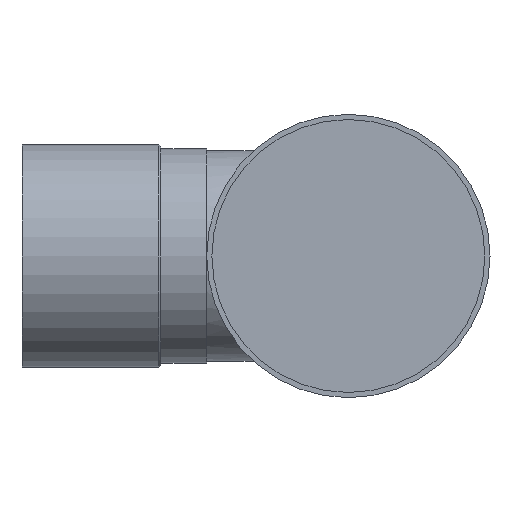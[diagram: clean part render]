
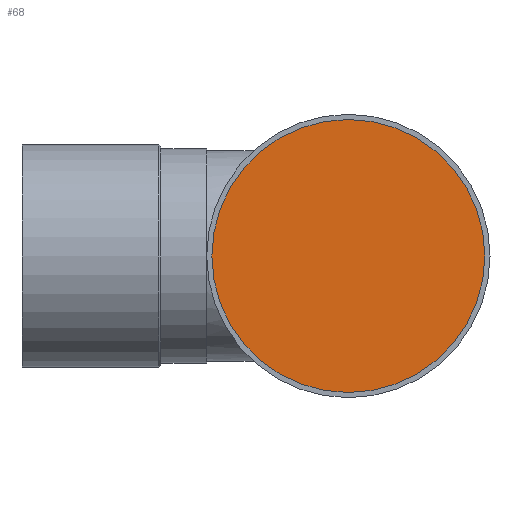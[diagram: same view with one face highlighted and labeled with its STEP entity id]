
A CAD part, front view. The second image highlights one B-rep face of the part: STEP entity #68.
In plain terms, the highlighted planar face has unit normal (0, -1, 0).
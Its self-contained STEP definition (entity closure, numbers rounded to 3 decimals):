
#68 = ADVANCED_FACE( '', ( #152 ), #153, .F. );
#152 = FACE_OUTER_BOUND( '', #245, .T. );
#153 = PLANE( '', #246 );
#245 = EDGE_LOOP( '', ( #354 ) );
#246 = AXIS2_PLACEMENT_3D( '', #355, #356, #357 );
#354 = ORIENTED_EDGE( '', *, *, #424, .F. );
#355 = CARTESIAN_POINT( '', ( 0., -117., 0. ) );
#356 = DIRECTION( '', ( 0., 1., 0. ) );
#357 = DIRECTION( '', ( 0., 0., 1. ) );
#424 = EDGE_CURVE( '', #472, #472, #473, .T. );
#472 = VERTEX_POINT( '', #693 );
#473 = CIRCLE( '', #694, 69.85 );
#693 = CARTESIAN_POINT( '', ( 0., -117., 69.85 ) );
#694 = AXIS2_PLACEMENT_3D( '', #756, #757, #758 );
#756 = CARTESIAN_POINT( '', ( 0., -117., 0. ) );
#757 = DIRECTION( '', ( 0., 1., 0. ) );
#758 = DIRECTION( '', ( 0., 0., 1. ) );
